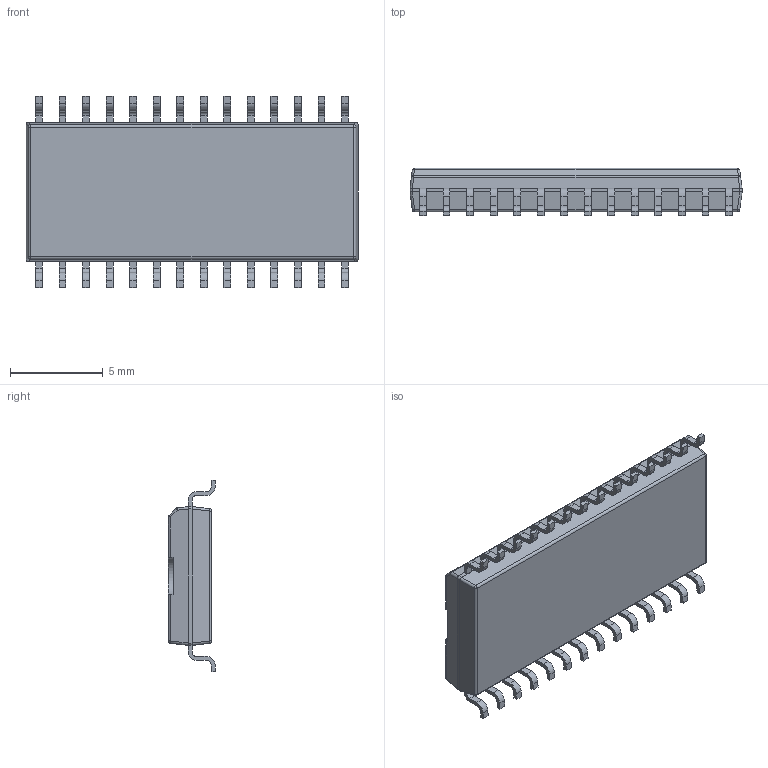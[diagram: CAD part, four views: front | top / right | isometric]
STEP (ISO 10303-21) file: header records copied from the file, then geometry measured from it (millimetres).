
FILE_DESCRIPTION((''),'2;1');
FILE_NAME('M28B_ASM','2012-02-09T',('CKXSSC'),(''),'PRO/ENGINEER BY PARAMETRIC TECHNOLOGY CORPORATION, 2011220','PRO/ENGINEER BY PARAMETRIC TECHNOLOGY CORPORATION, 2011220','');
FILE_SCHEMA(('AUTOMOTIVE_DESIGN_CC2 { 1 2 10303 214 -1 1 5 2 }'));
Length unit declared in the file: inch
Products named in the file (3): BODY_M28B; LEAD_M28B; M28B_ASM
Assembly tree (29 placements, depth 2):
  M28B_ASM
    BODY_M28B
    LEAD_M28B  x28
Bounding box: 17.91 x 2.54 x 10.33 mm (x, y, z)
Volume: 309.2 mm3; surface area: 446.3 mm2
Topology: 29 solids, 29 shells, 446 faces, 1115 edges, 728 vertices
Faces by surface type: plane 297, cylinder 139, sphere 10
Entity records: 2576 total; most frequent: CARTESIAN_POINT 398, DIRECTION 375, ORIENTED_EDGE 286, PRESENTATION_STYLE_ASSIGNMENT 145, STYLED_ITEM 145, AXIS2_PLACEMENT_3D 144, CURVE_STYLE 143, EDGE_CURVE 143
